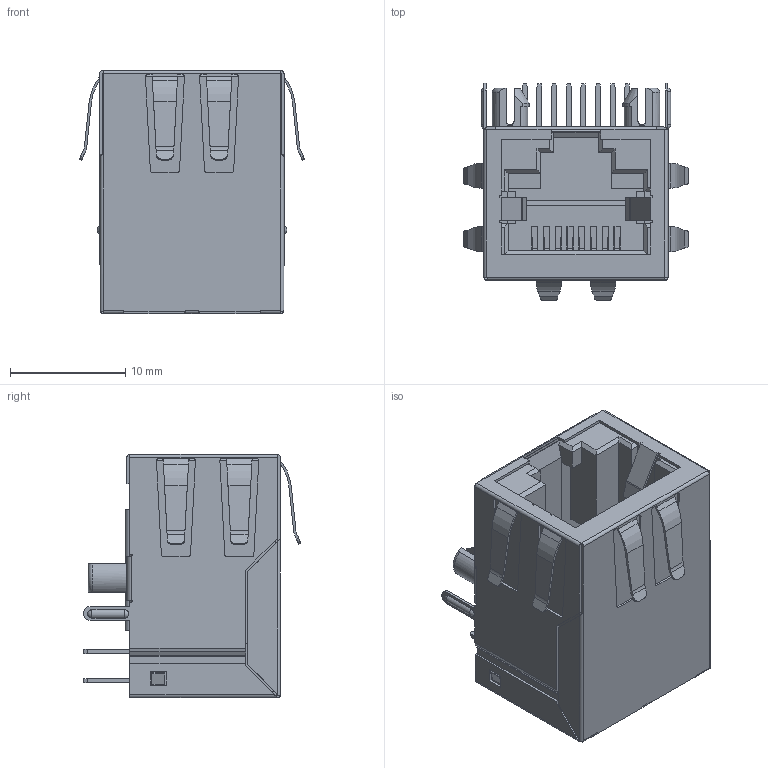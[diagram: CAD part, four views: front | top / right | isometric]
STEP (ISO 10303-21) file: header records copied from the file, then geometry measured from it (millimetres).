
FILE_DESCRIPTION((''),'2;1');
FILE_NAME('DGKYD111B002HWA4DB','2023-11-01T11:31:51',('Administrator'),(''),'CREO PARAMETRIC BY PTC INC, 2019010','CREO PARAMETRIC BY PTC INC, 2019010','');
FILE_SCHEMA(('CONFIG_CONTROL_DESIGN'));
Length unit declared in the file: millimetre
Products named in the file (1): DGKYD111B002HWA4DB
Bounding box: 19.52 x 18.89 x 21.1 mm (x, y, z)
Volume: 1993.1 mm3; surface area: 6483.8 mm2
Topology: 3 solids, 3 shells, 1243 faces, 3700 edges, 2422 vertices
Faces by surface type: plane 961, cylinder 210, extrusion 64, sphere 4, torus 2, cone 2
Entity records: 43966 total; most frequent: CARTESIAN_POINT 10616, ORIENTED_EDGE 7400, DIRECTION 6254, EDGE_CURVE 3700, VECTOR 3078, LINE 3014, VERTEX_POINT 2422, AXIS2_PLACEMENT_3D 1588
